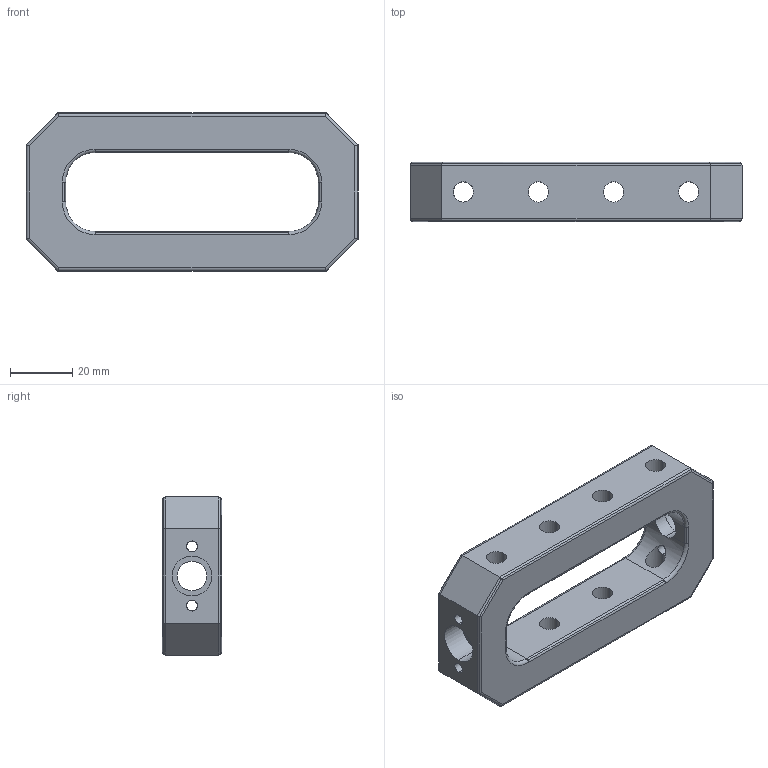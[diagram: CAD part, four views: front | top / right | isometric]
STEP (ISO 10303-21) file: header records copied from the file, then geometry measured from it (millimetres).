
FILE_DESCRIPTION((' '),'2;1');
FILE_NAME( 'Beater Bar R2.step.stp', '2025-03-10T01:50:48', (' '), ('--- ---'), ' V2025.1 Dec 16 2024', ' 2025 (c)', ' ');
FILE_SCHEMA(('AP242_MANAGED_MODEL_BASED_3D_ENGINEERING_MIM_LF { 1 0 10303 442 1 1 4 }'));
Length unit declared in the file: millimetre
Products named in the file (1): Beater Bar R2.step
Bounding box: 106.68 x 19.05 x 50.8 mm (x, y, z)
Volume: 54371.4 mm3; surface area: 18191.9 mm2
Topology: 1 solids, 1 shells, 110 faces, 280 edges, 169 vertices
Faces by surface type: cylinder 84, plane 18, torus 8
Entity records: 14312 total; most frequent: CARTESIAN_POINT 11512, ORIENTED_EDGE 560, DIRECTION 542, EDGE_CURVE 280, AXIS2_PLACEMENT_3D 207, VERTEX_POINT 168, EDGE_LOOP 136, VECTOR 128
